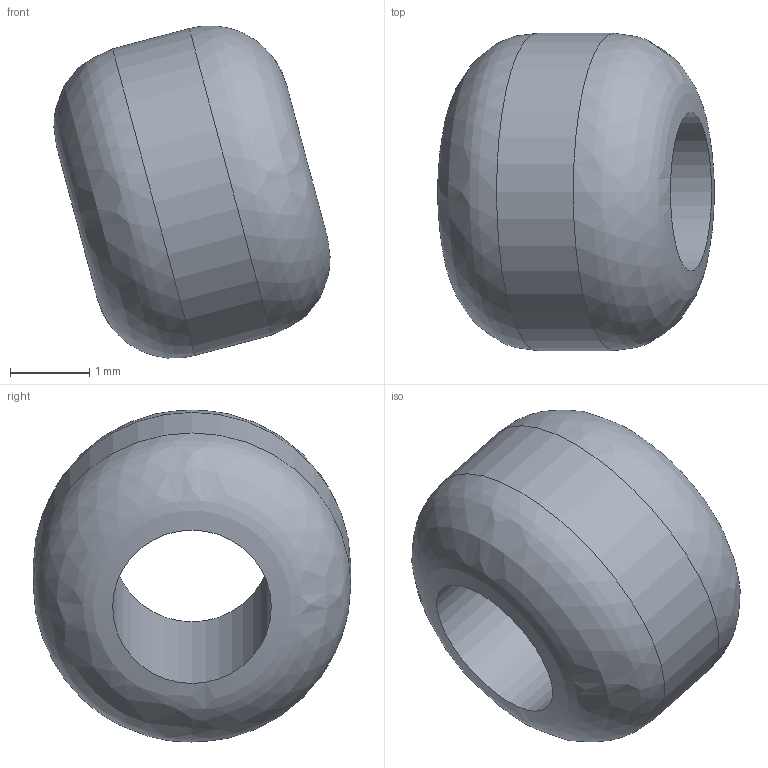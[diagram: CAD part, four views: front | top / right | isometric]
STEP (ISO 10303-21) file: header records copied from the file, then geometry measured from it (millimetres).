
FILE_DESCRIPTION(/* description */ (''),/* implementation_level */ '2;1');
FILE_NAME(/* name */ '推杆挡球.step',/* time_stamp */ '2022-03-30T22:47:30+08:00',/* author */ (''),/* organization */ (''),/* preprocessor_version */ 'ST-DEVELOPER v18.1',/* originating_system */ 'Autodesk Translation Framework v10.14.0.1471',/* authorisation */ '');
FILE_SCHEMA (('AUTOMOTIVE_DESIGN { 1 0 10303 214 3 1 1 }'));
Length unit declared in the file: millimetre
Products named in the file (1): 推杆挡球
Bounding box: 3.48 x 4 x 4.18 mm (x, y, z)
Volume: 23.5 mm3; surface area: 63.7 mm2
Topology: 1 solids, 1 shells, 4 faces, 11 edges, 7 vertices
Faces by surface type: bspline 2, cylinder 2
Full cylindrical faces by diameter (mm): 2 x1, 4 x1
Entity records: 224 total; most frequent: CARTESIAN_POINT 75, DIRECTION 26, ORIENTED_EDGE 22, AXIS2_PLACEMENT_3D 12, EDGE_CURVE 11, CIRCLE 9, VERTEX_POINT 7, FACE_OUTER_BOUND 4
